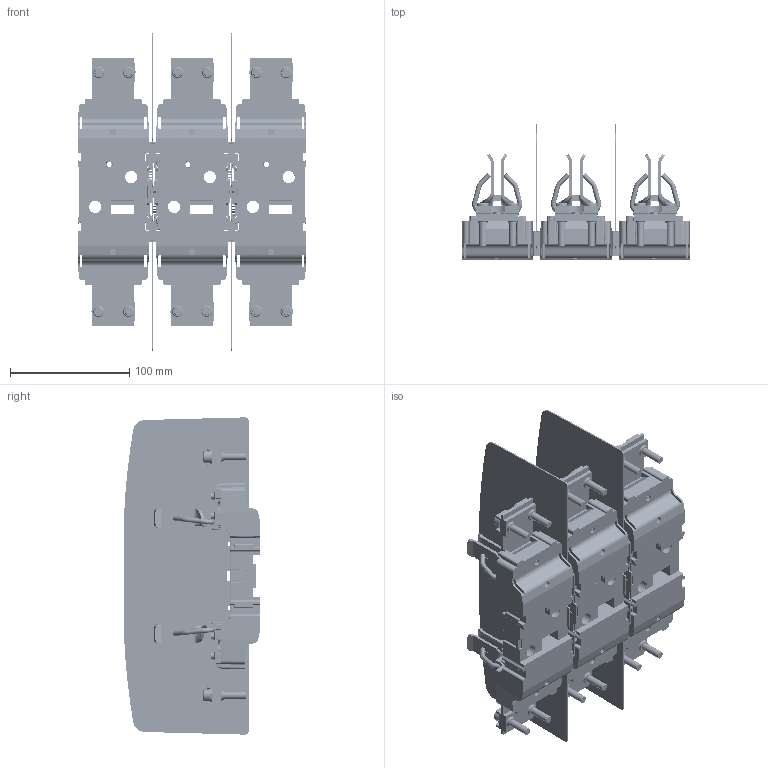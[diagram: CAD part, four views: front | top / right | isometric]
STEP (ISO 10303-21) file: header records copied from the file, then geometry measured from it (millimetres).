
FILE_DESCRIPTION((''),'2;1');
FILE_NAME('004121500_PT2_M10-M10_1P_ASM','2023-10-25T11:27:06',('klemen.sitar'),('Audax d.o.o.'),'CREO PARAMETRIC BY PTC INC, 2021304','CREO PARAMETRIC BY PTC INC, 2021304','');
FILE_SCHEMA(('AP242_MANAGED_MODEL_BASED_3D_ENGINEERING_MIM_LF { 1 0 10303 442 1 1 4 }'));
Products named in the file (22): ASM0024_ASM_1_ASM_1; 0000038453_1_1_2_1; 0000038666_AF0_1_1_2_1; 0000038666_AF1_1_1_2_1; 0000047317_1_1_2_1; 0000053822_1_1_1_1; 0000053839_1_1_1_1; 0000053840_1_1_1_1; 0000053842_1_1_1_1; S12_TOP__ASM_1_ASM_1_ASM; 0000053839_1_1_1_1_1_1; 0000053840_1_1_1_1_1_1; 0000053822_1_1_1_1_1_1; 0000053842_1_1_1_1_1_1; S12_BOT_ASM_1_ASM_1_ASM; BASE_ASM; ETI_LOGO_13_2X7_71MM; 0000046866_1_1; BARRIER_ASM; 0000046860_1_1_2_1; ADAPTER_ASM; 004121500_PT2_M10-M10_1P_ASM
Assembly tree (33 placements, depth 4):
  004121500_PT2_M10-M10_1P_ASM
    BASE_ASM  x3
      ASM0024_ASM_1_ASM_1
      0000038453_1_1_2_1
      0000038666_AF0_1_1_2_1
      0000038666_AF1_1_1_2_1
      0000047317_1_1_2_1
      S12_TOP__ASM_1_ASM_1_ASM
        0000053822_1_1_1_1  x2
        0000053839_1_1_1_1
        0000053840_1_1_1_1
        0000053842_1_1_1_1  x2
      S12_BOT_ASM_1_ASM_1_ASM
        0000053839_1_1_1_1_1_1
        0000053840_1_1_1_1_1_1
        0000053822_1_1_1_1_1_1  x2
        0000053842_1_1_1_1_1_1  x2
    ETI_LOGO_13_2X7_71MM
    BARRIER_ASM
      0000046866_1_1  x2
    ADAPTER_ASM
      0000046860_1_1_2_1  x2
Bounding box: 191.8 x 114 x 265.84 mm (x, y, z)
Volume: 186092.4 mm3; surface area: 360334.9 mm2
Topology: 67 solids, 118 shells, 6548 faces, 16893 edges, 10363 vertices
Faces by surface type: plane 2570, cylinder 2319, bspline 654, torus 484, cone 344, extrusion 89, sphere 88
Entity records: 128534 total; most frequent: CARTESIAN_POINT 46928, ORIENTED_EDGE 11044, DIRECTION 10175, PRESENTATION_STYLE_ASSIGNMENT 5980, STYLED_ITEM 5980, EDGE_CURVE 5543, CURVE_STYLE 3932, AXIS2_PLACEMENT_3D 3560
